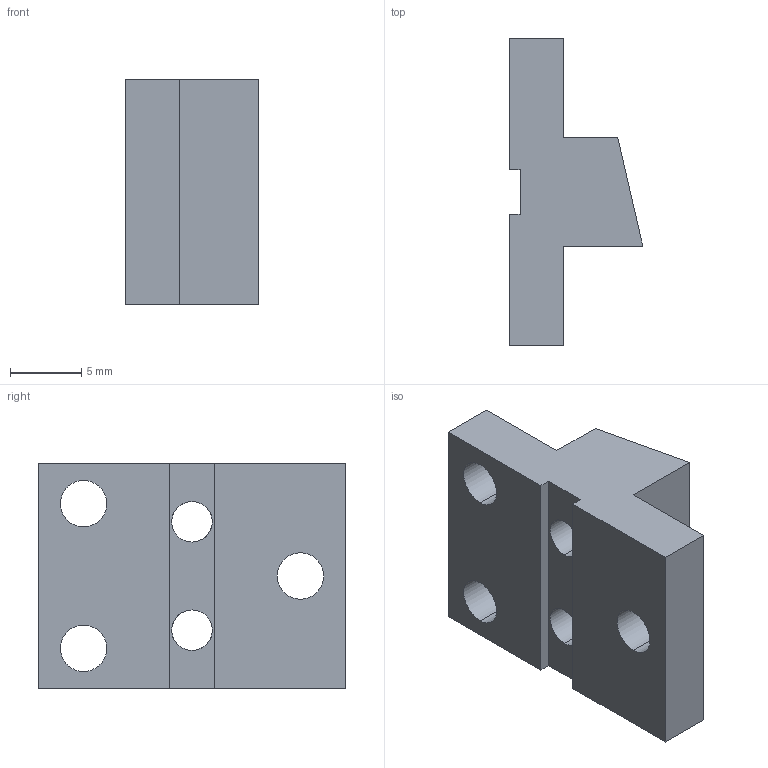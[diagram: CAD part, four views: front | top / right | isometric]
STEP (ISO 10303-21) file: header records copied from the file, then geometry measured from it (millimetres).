
FILE_DESCRIPTION (( 'STEP AP203' ), '1' );
FILE_NAME ('D0901904-v1_AdvLIGO_SUS_HSTS_Intermediate Wire Clamp Mount (Lower).STEP', '2010-06-08T16:02:36', ( 'Dwayne Giardina' ), ( 'CA Institute of Technology' ), 'SwSTEP 2.0', 'SolidWorks 2009', '' );
FILE_SCHEMA (( 'CONFIG_CONTROL_DESIGN' ));
Length unit declared in the file: inch
Products named in the file (1): D0901904-v1_AdvLIGO_SUS_HSTS_Intermediate Wire Clamp Mount (Lower)
Bounding box: 9.38 x 21.59 x 15.88 mm (x, y, z)
Volume: 1640.7 mm3; surface area: 1393.4 mm2
Topology: 1 solids, 1 shells, 24 faces, 66 edges, 44 vertices
Faces by surface type: plane 14, cylinder 10
Entity records: 865 total; most frequent: CARTESIAN_POINT 147, ORIENTED_EDGE 132, DIRECTION 128, EDGE_CURVE 66, LINE 46, VECTOR 46, VERTEX_POINT 44, AXIS2_PLACEMENT_3D 41
